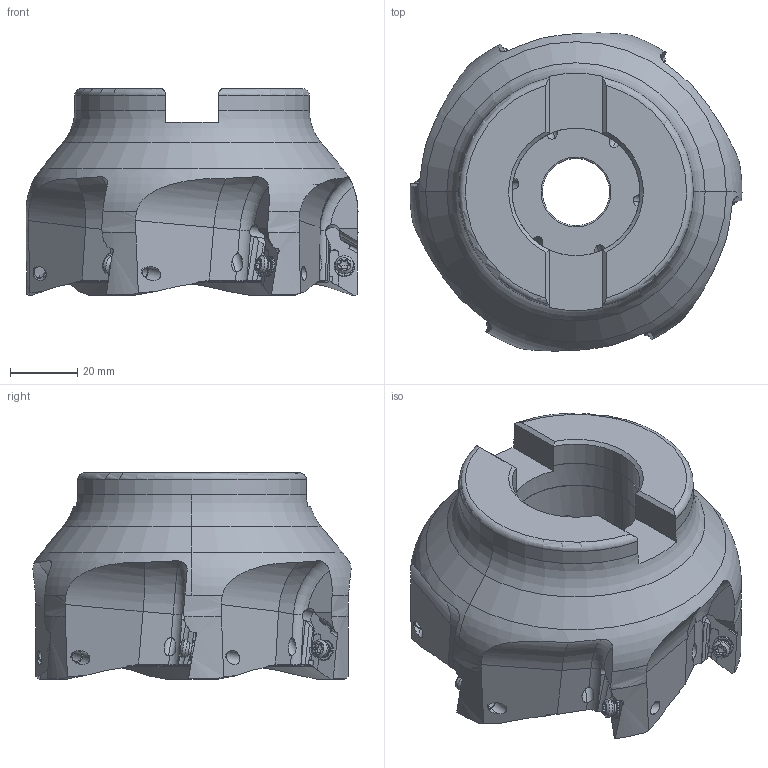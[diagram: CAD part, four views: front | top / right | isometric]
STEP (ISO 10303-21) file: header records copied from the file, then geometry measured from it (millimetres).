
FILE_DESCRIPTION(/* description */ (''),/* implementation_level */ '2;1');
FILE_NAME(/* name */ 'BXD4000R0406.stp',/* time_stamp */ '2021-09-08T11:40:29+09:00',/* author */ (''),/* organization */ (''),/* preprocessor_version */ 'ST-DEVELOPER v16',/* originating_system */ 'SIEMENS PLM Software NX 10.0',/* authorisation */ '');
FILE_SCHEMA (('AUTOMOTIVE_DESIGN { 1 0 10303 214 3 1 1 1 }'));
Length unit declared in the file: millimetre
Products named in the file (1): BXD4000R0406_ASM
Bounding box: 99.02 x 94.89 x 61.63 mm (x, y, z)
Volume: 256301.3 mm3; surface area: 37887.1 mm2
Topology: 7 solids, 7 shells, 590 faces, 1838 edges, 1283 vertices
Faces by surface type: cylinder 252, plane 168, cone 110, torus 48, sphere 12
Entity records: 26239 total; most frequent: CARTESIAN_POINT 9548, ORIENTED_EDGE 3652, DIRECTION 3384, EDGE_CURVE 1826, AXIS2_PLACEMENT_3D 1392, VERTEX_POINT 1252, CIRCLE 663, EDGE_LOOP 618
